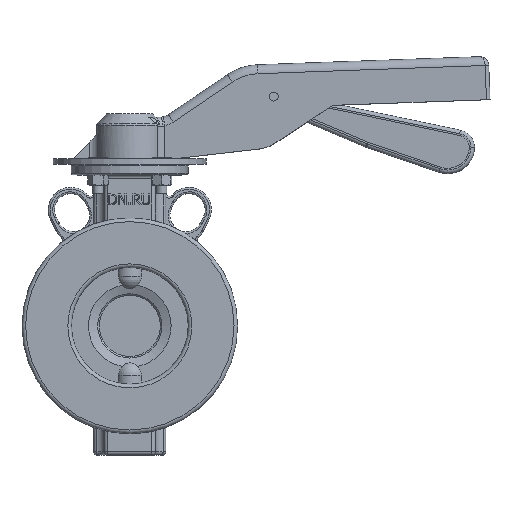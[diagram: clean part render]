
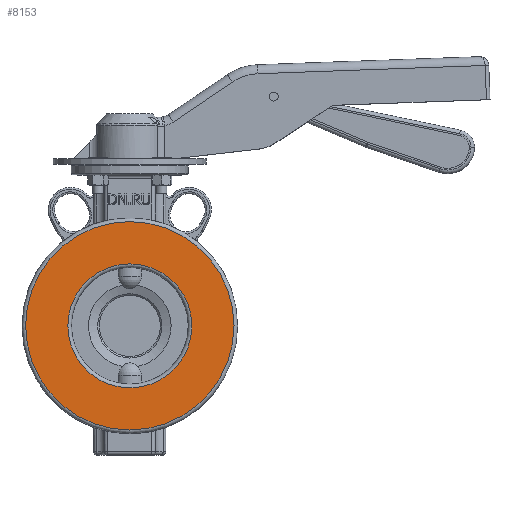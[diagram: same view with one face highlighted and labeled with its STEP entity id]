
A CAD part, top view. The second image highlights one B-rep face of the part: STEP entity #8153.
In plain terms, the highlighted planar face has unit normal (0, 0, 1).
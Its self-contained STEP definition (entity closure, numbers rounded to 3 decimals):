
#582=CIRCLE('',#8918,34.5);
#585=CIRCLE('',#8922,58.);
#877=FACE_BOUND('',#1644,.T.);
#1162=FACE_OUTER_BOUND('',#1643,.T.);
#1643=EDGE_LOOP('',(#5948));
#1644=EDGE_LOOP('',(#5949));
#3428=VERTEX_POINT('',#13612);
#3430=VERTEX_POINT('',#13618);
#4348=EDGE_CURVE('',#3428,#3428,#582,.T.);
#4351=EDGE_CURVE('',#3430,#3430,#585,.T.);
#5948=ORIENTED_EDGE('',*,*,#4351,.F.);
#5949=ORIENTED_EDGE('',*,*,#4348,.F.);
#7455=PLANE('',#8921);
#8153=ADVANCED_FACE('',(#1162,#877),#7455,.T.);
#8918=AXIS2_PLACEMENT_3D('',#13613,#10444,#10445);
#8921=AXIS2_PLACEMENT_3D('',#13617,#10450,#10451);
#8922=AXIS2_PLACEMENT_3D('',#13619,#10452,#10453);
#10444=DIRECTION('center_axis',(0.,0.,1.));
#10445=DIRECTION('ref_axis',(-1.,0.,0.));
#10450=DIRECTION('center_axis',(0.,0.,1.));
#10451=DIRECTION('ref_axis',(1.,0.,0.));
#10452=DIRECTION('center_axis',(0.,0.,-1.));
#10453=DIRECTION('ref_axis',(-1.,0.,0.));
#13612=CARTESIAN_POINT('',(34.5,0.,23.));
#13613=CARTESIAN_POINT('Origin',(0.,0.,23.));
#13617=CARTESIAN_POINT('Origin',(0.,0.,23.));
#13618=CARTESIAN_POINT('',(-58.,0.,23.));
#13619=CARTESIAN_POINT('Origin',(0.,0.,23.));
